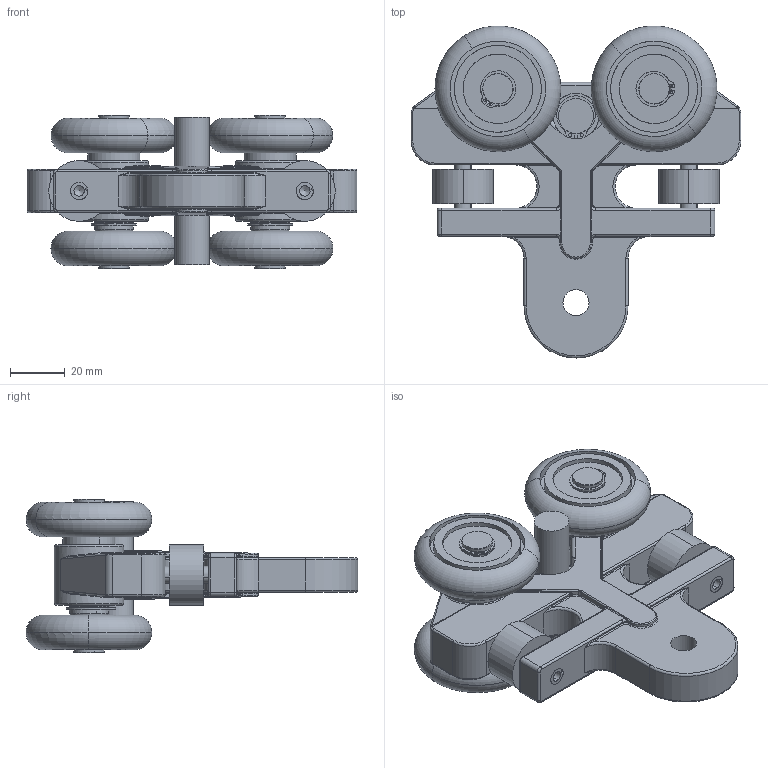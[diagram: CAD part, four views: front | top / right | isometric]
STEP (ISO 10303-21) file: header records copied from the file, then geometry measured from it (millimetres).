
FILE_DESCRIPTION((''),'2;1');
FILE_NAME('20150 ETA-4-5 FESTOON TROLLEY.stp','2011-03-30T07:55:55',('jholman'),(''),'Autodesk Inventor 2011','Autodesk Inventor 2011','');
FILE_SCHEMA(('AUTOMOTIVE_DESIGN { 1 0 10303 214 1 1 1 1 }'));
Length unit declared in the file: inch
Products named in the file (11): 20150; 59900; 3D1165B4C; 3D11G6B4A; 3D1129B4B; 3D11E6B4A; 3D11U9B4B; 70040; 3D11T2B4A; 57135; 3D11F6B4A
Assembly tree (20 placements, depth 3):
  20150
    59900
    3D1165B4C  x2
    3D11G6B4A  x2
    3D1129B4B  x4
    3D11E6B4A  x4
    3D11U9B4B  x2
      70040
      3D11T2B4A
    57135
    3D11F6B4A  x2
Bounding box: 120.65 x 121.44 x 56.34 mm (x, y, z)
Volume: 195073.1 mm3; surface area: 64164.4 mm2
Topology: 20 solids, 20 shells, 791 faces, 1892 edges, 1139 vertices
Faces by surface type: cylinder 382, plane 163, torus 110, bspline 94, cone 38, sphere 4
Full cylindrical faces by diameter (mm): 1.194 x4, 6.35 x4, 6.747 x2, 9.525 x1, 11.887 x2, 12.7 x4, 14.288 x2, 16.669 x2, 25.4 x2
Entity records: 17935 total; most frequent: CARTESIAN_POINT 6042, DIRECTION 2471, ORIENTED_EDGE 2348, EDGE_CURVE 1174, AXIS2_PLACEMENT_3D 1064, VERTEX_POINT 713, EDGE_LOOP 599, CIRCLE 533
